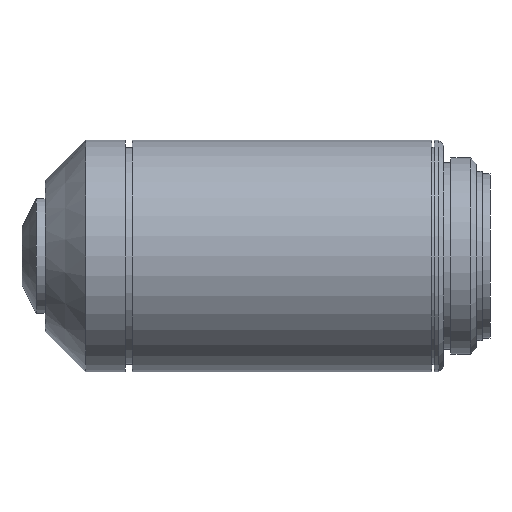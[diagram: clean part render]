
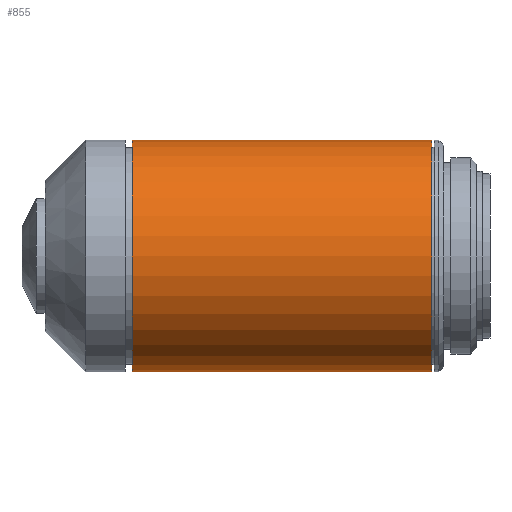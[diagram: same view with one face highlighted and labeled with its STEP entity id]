
A CAD part, front view. The second image highlights one B-rep face of the part: STEP entity #855.
In plain terms, the highlighted cylindrical face has radius 12 mm (diameter 24 mm), a partial arc.
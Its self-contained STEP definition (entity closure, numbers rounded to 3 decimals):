
#4 = CIRCLE ( 'NONE', #44, 12. ) ;
#6 = LINE ( 'NONE', #735, #280 ) ;
#17 = DIRECTION ( 'NONE',  ( 0., 0., -1. ) ) ;
#44 = AXIS2_PLACEMENT_3D ( 'NONE', #420, #1028, #512 ) ;
#87 = VERTEX_POINT ( 'NONE', #122 ) ;
#122 = CARTESIAN_POINT ( 'NONE',  ( -37.05, 0., -12. ) ) ;
#245 = VECTOR ( 'NONE', #756, 1000. ) ;
#280 = VECTOR ( 'NONE', #1065, 1000. ) ;
#327 = CARTESIAN_POINT ( 'NONE',  ( -6.05, 0., 12. ) ) ;
#330 = VERTEX_POINT ( 'NONE', #327 ) ;
#332 = CIRCLE ( 'NONE', #640, 12. ) ;
#338 = EDGE_CURVE ( 'NONE', #330, #889, #4, .T. ) ;
#364 = CYLINDRICAL_SURFACE ( 'NONE', #822, 12. ) ;
#420 = CARTESIAN_POINT ( 'NONE',  ( -6.05, 0., 0. ) ) ;
#433 = VERTEX_POINT ( 'NONE', #546 ) ;
#434 = CARTESIAN_POINT ( 'NONE',  ( -37.05, 0., 0. ) ) ;
#436 = DIRECTION ( 'NONE',  ( 1., 0., 0. ) ) ;
#498 = EDGE_CURVE ( 'NONE', #87, #889, #1062, .T. ) ;
#512 = DIRECTION ( 'NONE',  ( 0., 0., -1. ) ) ;
#524 = DIRECTION ( 'NONE',  ( 1., 0., 0. ) ) ;
#546 = CARTESIAN_POINT ( 'NONE',  ( -37.05, 0., 12. ) ) ;
#640 = AXIS2_PLACEMENT_3D ( 'NONE', #434, #524, #17 ) ;
#681 = CARTESIAN_POINT ( 'NONE',  ( -6.05, 0., -12. ) ) ;
#735 = CARTESIAN_POINT ( 'NONE',  ( 29.855, 0., 12. ) ) ;
#756 = DIRECTION ( 'NONE',  ( 1., 0., 0. ) ) ;
#784 = DIRECTION ( 'NONE',  ( 0., 0., -1. ) ) ;
#810 = ORIENTED_EDGE ( 'NONE', *, *, #1067, .F. ) ;
#822 = AXIS2_PLACEMENT_3D ( 'NONE', #957, #436, #784 ) ;
#824 = EDGE_LOOP ( 'NONE', ( #810, #888, #954, #942 ) ) ;
#855 = ADVANCED_FACE ( 'NONE', ( #1013 ), #364, .T. ) ;
#888 = ORIENTED_EDGE ( 'NONE', *, *, #1035, .T. ) ;
#889 = VERTEX_POINT ( 'NONE', #681 ) ;
#942 = ORIENTED_EDGE ( 'NONE', *, *, #338, .F. ) ;
#954 = ORIENTED_EDGE ( 'NONE', *, *, #498, .T. ) ;
#957 = CARTESIAN_POINT ( 'NONE',  ( 29.855, 0., 0. ) ) ;
#1013 = FACE_OUTER_BOUND ( 'NONE', #824, .T. ) ;
#1028 = DIRECTION ( 'NONE',  ( 1., 0., 0. ) ) ;
#1035 = EDGE_CURVE ( 'NONE', #433, #87, #332, .T. ) ;
#1062 = LINE ( 'NONE', #1072, #245 ) ;
#1065 = DIRECTION ( 'NONE',  ( 1., 0., 0. ) ) ;
#1067 = EDGE_CURVE ( 'NONE', #433, #330, #6, .T. ) ;
#1072 = CARTESIAN_POINT ( 'NONE',  ( 29.855, 0., -12. ) ) ;
